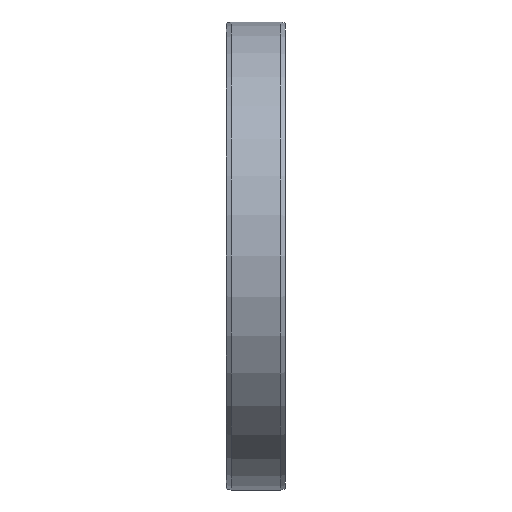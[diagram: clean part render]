
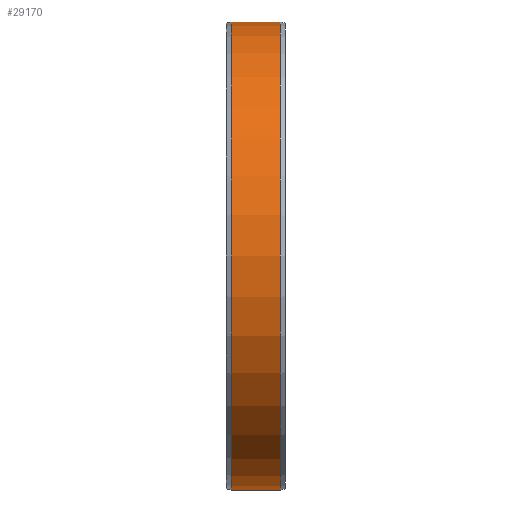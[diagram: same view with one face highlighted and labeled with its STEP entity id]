
A CAD part, left-side view. The second image highlights one B-rep face of the part: STEP entity #29170.
In plain terms, the highlighted cylindrical face has radius 47.5 mm (diameter 95 mm), a partial arc.
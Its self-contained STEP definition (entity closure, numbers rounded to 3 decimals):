
#28282=CARTESIAN_POINT('',(0.,5.,0.));
#28283=DIRECTION('',(0.,1.,0.));
#28284=DIRECTION('',(0.,0.,-1.));
#28285=AXIS2_PLACEMENT_3D('',#28282,#28283,#28284);
#28312=DIRECTION('',(0.,1.,0.));
#28313=VECTOR('',#28312,10.);
#28314=CARTESIAN_POINT('',(0.,-5.,-47.5));
#28315=LINE('',#28314,#28313);
#28327=DIRECTION('',(0.,1.,0.));
#28328=VECTOR('',#28327,10.);
#28329=CARTESIAN_POINT('',(0.,-5.,47.5));
#28330=LINE('',#28329,#28328);
#28334=CARTESIAN_POINT('',(0.,-5.,0.));
#28335=DIRECTION('',(0.,1.,0.));
#28336=DIRECTION('',(0.,0.,-1.));
#28337=AXIS2_PLACEMENT_3D('',#28334,#28335,#28336);
#28772=CARTESIAN_POINT('',(0.,-5.,-47.5));
#28774=VERTEX_POINT('',#28772);
#28775=CARTESIAN_POINT('',(0.,5.,-47.5));
#28776=VERTEX_POINT('',#28775);
#28790=CARTESIAN_POINT('',(0.,-5.,47.5));
#28792=VERTEX_POINT('',#28790);
#28793=CARTESIAN_POINT('',(0.,5.,47.5));
#28794=VERTEX_POINT('',#28793);
#29159=CARTESIAN_POINT('',(0.,-6.6,0.));
#29160=DIRECTION('',(0.,1.,0.));
#29161=DIRECTION('',(0.,0.,-1.));
#29162=AXIS2_PLACEMENT_3D('',#29159,#29160,#29161);
#29163=CYLINDRICAL_SURFACE('',#29162,47.5);
#29164=ORIENTED_EDGE('',*,*,#29150,.T.);
#29165=ORIENTED_EDGE('',*,*,#29127,.T.);
#29166=ORIENTED_EDGE('',*,*,#29153,.F.);
#29167=ORIENTED_EDGE('',*,*,#28845,.F.);
#29168=EDGE_LOOP('',(#29164,#29165,#29166,#29167));
#29169=FACE_OUTER_BOUND('',#29168,.F.);
#28286=CIRCLE('',#28285,47.5);
#28338=CIRCLE('',#28337,47.5);
#28845=EDGE_CURVE('',#28774,#28792,#28338,.T.);
#29127=EDGE_CURVE('',#28776,#28794,#28286,.T.);
#29150=EDGE_CURVE('',#28774,#28776,#28315,.T.);
#29153=EDGE_CURVE('',#28792,#28794,#28330,.T.);
#29170=ADVANCED_FACE('',(#29169),#29163,.T.);
